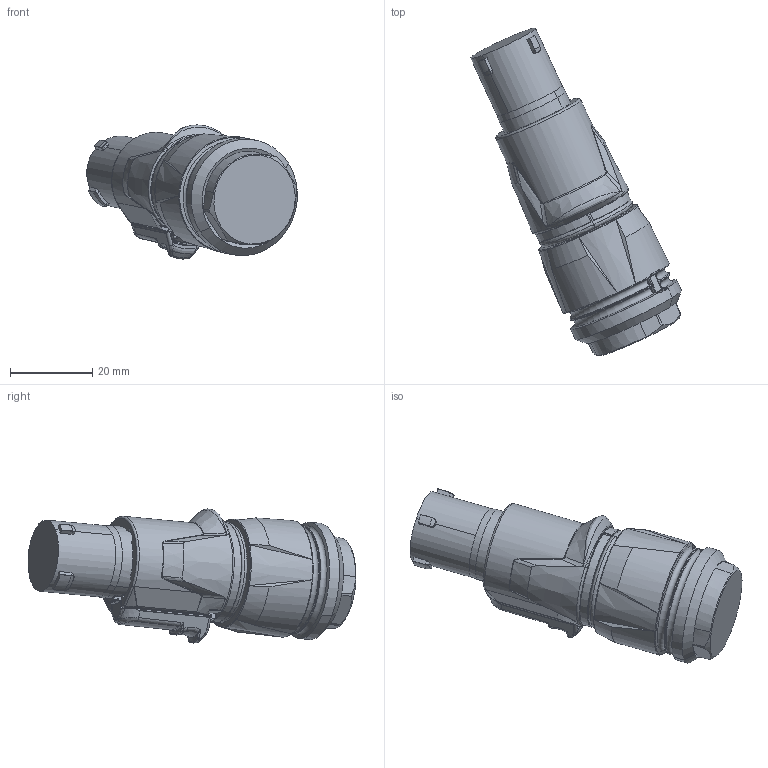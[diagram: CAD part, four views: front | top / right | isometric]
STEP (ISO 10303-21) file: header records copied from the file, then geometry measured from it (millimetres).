
FILE_DESCRIPTION((''),'2;1');
FILE_NAME('30012286','2025-05-28T11:13:22',('jun.zhang'),(''),'CREO PARAMETRIC BY PTC INC, 2023424','CREO PARAMETRIC BY PTC INC, 2023424','');
FILE_SCHEMA(('AUTOMOTIVE_DESIGN { 1 0 10303 214 1 1 1 1 }'));
Products named in the file (1): 30012286
Bounding box: 51.31 x 79.9 x 32.68 mm (x, y, z)
Volume: 33604 mm3; surface area: 14946.1 mm2
Topology: 1 solids, 1 shells, 1022 faces, 2965 edges, 1879 vertices
Faces by surface type: cylinder 280, bspline 272, plane 257, cone 93, torus 87, sphere 16, revolution 12, extrusion 5
Entity records: 58216 total; most frequent: CARTESIAN_POINT 29618, ORIENTED_EDGE 5910, DIRECTION 3800, EDGE_CURVE 2955, VERTEX_POINT 1879, AXIS2_PLACEMENT_3D 1479, B_SPLINE_CURVE_WITH_KNOTS 1402, EDGE_LOOP 1062
